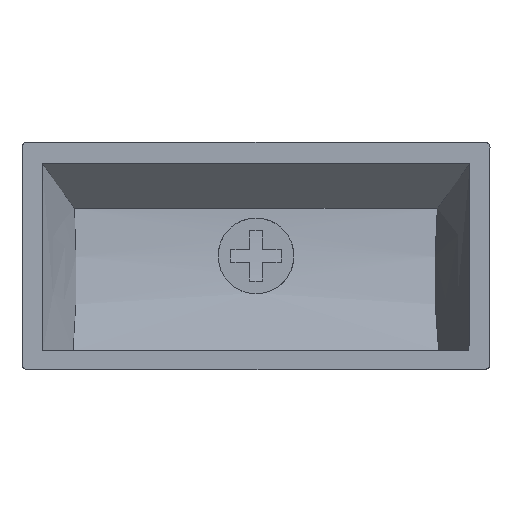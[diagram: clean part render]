
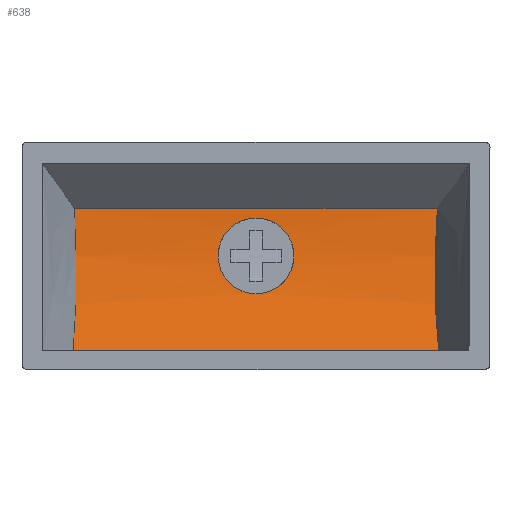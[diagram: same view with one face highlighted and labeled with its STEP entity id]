
A CAD part, front view. The second image highlights one B-rep face of the part: STEP entity #638.
In plain terms, the highlighted cylindrical face has radius 33.5 mm (diameter 67 mm), a partial arc.
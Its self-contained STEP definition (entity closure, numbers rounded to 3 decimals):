
#16=FACE_BOUND('',#195,.T.);
#38=CYLINDRICAL_SURFACE('',#695,33.5);
#74=LINE('',#1959,#117);
#76=LINE('',#1970,#119);
#117=VECTOR('',#797,1000.);
#119=VECTOR('',#801,1000.);
#155=FACE_OUTER_BOUND('',#194,.T.);
#194=EDGE_LOOP('',(#530,#531,#532,#533));
#195=EDGE_LOOP('',(#534,#535,#536));
#224=B_SPLINE_CURVE_WITH_KNOTS('',3,(#1786,#1787,#1788,#1789,#1790,#1791),
 .UNSPECIFIED.,.F.,.F.,(4,2,4),(0.,0.581,1.161),
 .UNSPECIFIED.);
#227=B_SPLINE_CURVE_WITH_KNOTS('',3,(#1843,#1844,#1845,#1846,#1847,#1848,
#1849,#1850,#1851,#1852),.UNSPECIFIED.,.F.,.F.,(4,2,2,2,4),(0.909,
1.022,1.135,1.249,1.362),
 .UNSPECIFIED.);
#228=B_SPLINE_CURVE_WITH_KNOTS('',3,(#1854,#1855,#1856,#1857,#1858,#1859,
#1860,#1861,#1862,#1863,#1864,#1865,#1866,#1867,#1868,#1869,#1870,#1871,
#1872),.UNSPECIFIED.,.F.,.F.,(4,2,2,2,3,2,2,2,4),(-0.456,-0.341,
-0.226,-0.113,0.,0.113,0.226,
0.341,0.456),.UNSPECIFIED.);
#229=B_SPLINE_CURVE_WITH_KNOTS('',3,(#1873,#1874,#1875,#1876,#1877,#1878,
#1879,#1880,#1881,#1882),.UNSPECIFIED.,.F.,.F.,(4,2,2,2,4),(0.456,
0.57,0.683,0.796,0.909),
 .UNSPECIFIED.);
#231=B_SPLINE_CURVE_WITH_KNOTS('',3,(#1971,#1972,#1973,#1974,#1975,#1976),
 .UNSPECIFIED.,.F.,.F.,(4,2,4),(0.,0.579,1.156),
 .UNSPECIFIED.);
#275=VERTEX_POINT('',#1778);
#276=VERTEX_POINT('',#1785);
#280=VERTEX_POINT('',#1840);
#281=VERTEX_POINT('',#1842);
#282=VERTEX_POINT('',#1853);
#307=VERTEX_POINT('',#1958);
#309=VERTEX_POINT('',#1969);
#340=EDGE_CURVE('',#275,#276,#224,.T.);
#347=EDGE_CURVE('',#280,#281,#227,.T.);
#348=EDGE_CURVE('',#281,#282,#228,.T.);
#349=EDGE_CURVE('',#282,#280,#229,.T.);
#386=EDGE_CURVE('',#307,#276,#74,.T.);
#389=EDGE_CURVE('',#309,#275,#76,.T.);
#390=EDGE_CURVE('',#307,#309,#231,.T.);
#530=ORIENTED_EDGE('',*,*,#386,.T.);
#531=ORIENTED_EDGE('',*,*,#340,.F.);
#532=ORIENTED_EDGE('',*,*,#389,.F.);
#533=ORIENTED_EDGE('',*,*,#390,.F.);
#534=ORIENTED_EDGE('',*,*,#348,.F.);
#535=ORIENTED_EDGE('',*,*,#347,.F.);
#536=ORIENTED_EDGE('',*,*,#349,.F.);
#638=ADVANCED_FACE('',(#155,#16),#38,.F.);
#695=AXIS2_PLACEMENT_3D('',#1968,#799,#800);
#797=DIRECTION('',(1.,0.,0.));
#799=DIRECTION('center_axis',(1.,0.,0.));
#800=DIRECTION('ref_axis',(0.,0.,-1.));
#801=DIRECTION('',(1.,0.,0.));
#1778=CARTESIAN_POINT('',(32.923,7.287,-5.215));
#1785=CARTESIAN_POINT('',(33.028,4.993,-16.5));
#1786=CARTESIAN_POINT('Ctrl Pts',(32.923,7.287,-5.215));
#1787=CARTESIAN_POINT('Ctrl Pts',(32.797,7.233,-7.146));
#1788=CARTESIAN_POINT('Ctrl Pts',(32.717,7.012,-9.072));
#1789=CARTESIAN_POINT('Ctrl Pts',(32.725,6.241,-12.861));
#1790=CARTESIAN_POINT('Ctrl Pts',(32.815,5.694,-14.71));
#1791=CARTESIAN_POINT('Ctrl Pts',(33.028,4.993,-16.5));
#1840=CARTESIAN_POINT('',(18.55,7.256,-5.991));
#1842=CARTESIAN_POINT('',(15.55,6.967,-8.991));
#1843=CARTESIAN_POINT('Ctrl Pts',(18.55,7.256,-5.991));
#1844=CARTESIAN_POINT('Ctrl Pts',(18.173,7.256,-5.991));
#1845=CARTESIAN_POINT('Ctrl Pts',(17.772,7.253,-6.067));
#1846=CARTESIAN_POINT('Ctrl Pts',(17.033,7.235,-6.372));
#1847=CARTESIAN_POINT('Ctrl Pts',(16.696,7.221,-6.603));
#1848=CARTESIAN_POINT('Ctrl Pts',(16.162,7.179,-7.136));
#1849=CARTESIAN_POINT('Ctrl Pts',(15.931,7.15,-7.474));
#1850=CARTESIAN_POINT('Ctrl Pts',(15.625,7.071,-8.215));
#1851=CARTESIAN_POINT('Ctrl Pts',(15.55,7.021,-8.616));
#1852=CARTESIAN_POINT('Ctrl Pts',(15.55,6.967,-8.991));
#1853=CARTESIAN_POINT('',(21.55,6.967,-8.991));
#1854=CARTESIAN_POINT('Ctrl Pts',(15.55,6.967,-8.991));
#1855=CARTESIAN_POINT('Ctrl Pts',(15.55,6.914,-9.37));
#1856=CARTESIAN_POINT('Ctrl Pts',(15.626,6.849,-9.774));
#1857=CARTESIAN_POINT('Ctrl Pts',(15.935,6.717,-10.515));
#1858=CARTESIAN_POINT('Ctrl Pts',(16.167,6.651,-10.853));
#1859=CARTESIAN_POINT('Ctrl Pts',(16.7,6.54,-11.382));
#1860=CARTESIAN_POINT('Ctrl Pts',(17.035,6.489,-11.611));
#1861=CARTESIAN_POINT('Ctrl Pts',(17.772,6.419,-11.916));
#1862=CARTESIAN_POINT('Ctrl Pts',(18.173,6.401,-11.991));
#1863=CARTESIAN_POINT('Ctrl Pts',(18.55,6.401,-11.991));
#1864=CARTESIAN_POINT('Ctrl Pts',(18.927,6.401,-11.991));
#1865=CARTESIAN_POINT('Ctrl Pts',(19.328,6.419,-11.916));
#1866=CARTESIAN_POINT('Ctrl Pts',(20.065,6.489,-11.611));
#1867=CARTESIAN_POINT('Ctrl Pts',(20.4,6.54,-11.382));
#1868=CARTESIAN_POINT('Ctrl Pts',(20.933,6.651,-10.853));
#1869=CARTESIAN_POINT('Ctrl Pts',(21.165,6.717,-10.515));
#1870=CARTESIAN_POINT('Ctrl Pts',(21.474,6.849,-9.774));
#1871=CARTESIAN_POINT('Ctrl Pts',(21.55,6.914,-9.37));
#1872=CARTESIAN_POINT('Ctrl Pts',(21.55,6.967,-8.991));
#1873=CARTESIAN_POINT('Ctrl Pts',(21.55,6.967,-8.991));
#1874=CARTESIAN_POINT('Ctrl Pts',(21.55,7.021,-8.616));
#1875=CARTESIAN_POINT('Ctrl Pts',(21.475,7.071,-8.215));
#1876=CARTESIAN_POINT('Ctrl Pts',(21.169,7.15,-7.474));
#1877=CARTESIAN_POINT('Ctrl Pts',(20.938,7.179,-7.136));
#1878=CARTESIAN_POINT('Ctrl Pts',(20.404,7.221,-6.603));
#1879=CARTESIAN_POINT('Ctrl Pts',(20.067,7.235,-6.372));
#1880=CARTESIAN_POINT('Ctrl Pts',(19.328,7.253,-6.067));
#1881=CARTESIAN_POINT('Ctrl Pts',(18.927,7.256,-5.991));
#1882=CARTESIAN_POINT('Ctrl Pts',(18.55,7.256,-5.991));
#1958=CARTESIAN_POINT('',(4.038,4.993,-16.5));
#1959=CARTESIAN_POINT('',(-72.862,4.993,-16.5));
#1968=CARTESIAN_POINT('Origin',(0.,-26.2,-4.283));
#1969=CARTESIAN_POINT('',(4.148,7.287,-5.215));
#1970=CARTESIAN_POINT('',(-72.752,7.287,-5.215));
#1971=CARTESIAN_POINT('Ctrl Pts',(4.038,4.993,-16.5));
#1972=CARTESIAN_POINT('Ctrl Pts',(4.212,5.694,-14.71));
#1973=CARTESIAN_POINT('Ctrl Pts',(4.278,6.244,-12.849));
#1974=CARTESIAN_POINT('Ctrl Pts',(4.291,7.013,-9.064));
#1975=CARTESIAN_POINT('Ctrl Pts',(4.238,7.233,-7.142));
#1976=CARTESIAN_POINT('Ctrl Pts',(4.148,7.287,-5.215));
